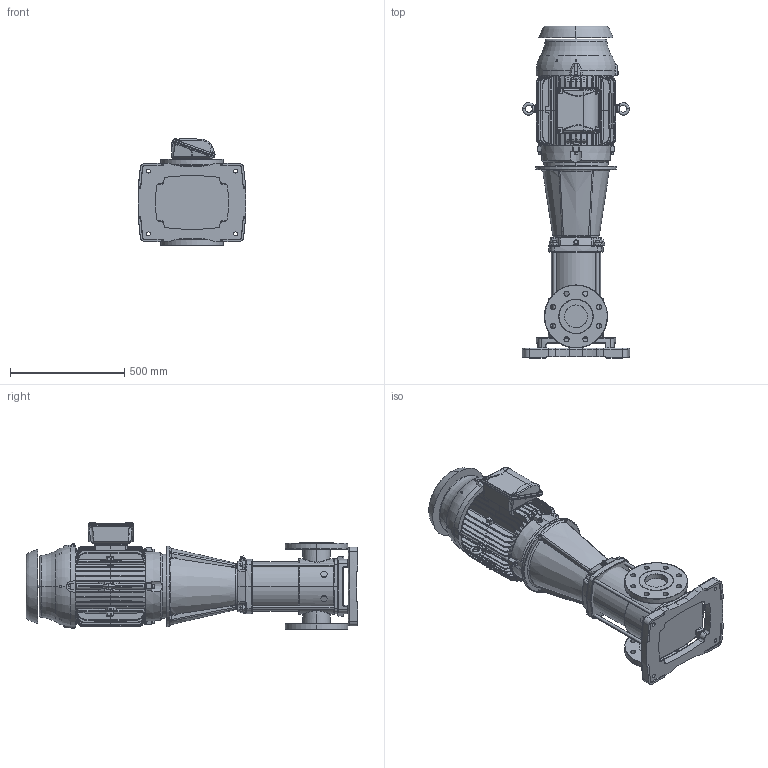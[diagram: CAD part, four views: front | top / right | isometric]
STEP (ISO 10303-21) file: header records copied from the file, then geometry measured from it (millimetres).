
FILE_DESCRIPTION (( 'STEP AP203' ), '1' );
FILE_NAME ('3303166 - MVI-750-1_1-25 HP-284TSC-304-E-230_460~3.step', '2022-03-30T20:22:09', ( '' ), ( '' ), 'SwSTEP 2.0', 'SolidWorks 2021', '' );
FILE_SCHEMA (( 'CONFIG_CONTROL_DESIGN' ));
Length unit declared in the file: inch
Products named in the file (5): SBI(N)150-1-1; 3303166 - MVI-750-1_1-25 HP-284TSC-304-E-230_460~3; 2704070 - NEMA V2 25HP 284_6TSC 230_460~3 TEFC; MVI PEO - [304-EPDM]_3304166 - MVI-750-1_1-25 HP-284TSC-304-E-S; TEFC MOTOR_2704070 - NEMA V2 25HP 284_6TSC 230_460~3 TEFC
Assembly tree (4 placements, depth 3):
  3303166 - MVI-750-1_1-25 HP-284TSC-304-E-230_460~3
    MVI PEO - [304-EPDM]_3304166 - MVI-750-1_1-25 HP-284TSC-304-E-S
      SBI(N)150-1-1
    TEFC MOTOR_2704070 - NEMA V2 25HP 284_6TSC 230_460~3 TEFC
      2704070 - NEMA V2 25HP 284_6TSC 230_460~3 TEFC
Bounding box: 471.31 x 1449.85 x 471.26 mm (x, y, z)
Volume: 95023356.7 mm3; surface area: 4091956.8 mm2
Topology: 27 solids, 36 shells, 3447 faces, 8685 edges, 5375 vertices
Faces by surface type: bspline 1088, cylinder 1022, plane 1000, cone 259, torus 55, sphere 23
Entity records: 181748 total; most frequent: CARTESIAN_POINT 108587, ORIENTED_EDGE 17270, DIRECTION 12512, EDGE_CURVE 8635, VERTEX_POINT 5371, AXIS2_PLACEMENT_3D 5003, EDGE_LOOP 3626, ADVANCED_FACE 3447
